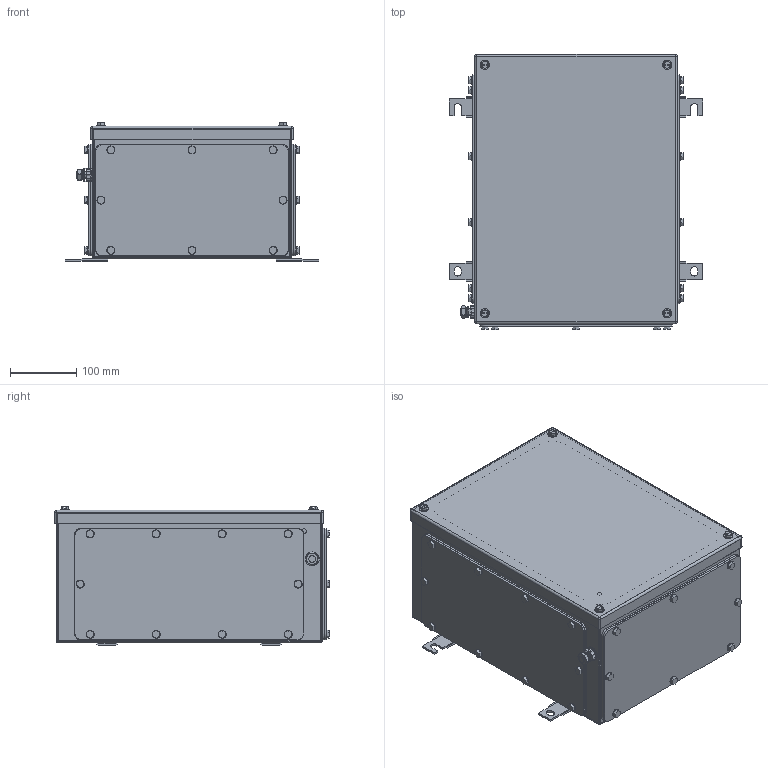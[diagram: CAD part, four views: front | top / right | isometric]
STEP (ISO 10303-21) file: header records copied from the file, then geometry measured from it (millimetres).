
FILE_DESCRIPTION(('CATIA V5 STEP Exchange','CAx-IF Rec.Pracs.--- Model Styling and Organization---1.4--- 2014-01-23'),'2;1');
FILE_NAME ('008647-4_2_1196080000_1196080000.stp','2019-09-25T06:05:26+00:00',('none'),('Weidmueller'),'CATIA Version 5-6 Release 2016 SP3 HF44','CATIA V5 STEP AP214','none');
FILE_SCHEMA(('AUTOMOTIVE_DESIGN { 1 0 10303 214 1 1 1 1 }'));
Products named in the file (1): Product7_AllCATPart
Bounding box: 381 x 413.5 x 208.5 mm (x, y, z)
Volume: 1427631.4 mm3; surface area: 1455621.5 mm2
Topology: 99 solids, 99 shells, 2129 faces, 4848 edges, 3010 vertices
Faces by surface type: cylinder 922, plane 761, cone 400, torus 30, sphere 16
Entity records: 57010 total; most frequent: CARTESIAN_POINT 12437, ORIENTED_EDGE 9520, DIRECTION 7389, EDGE_CURVE 4760, AXIS2_PLACEMENT_3D 3457, VERTEX_POINT 3010, EDGE_LOOP 2542, VECTOR 2428
